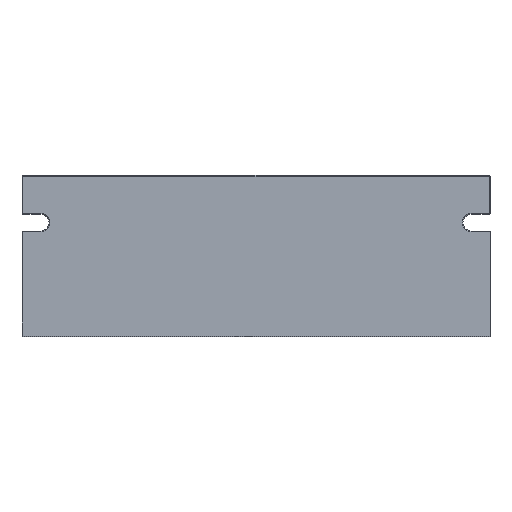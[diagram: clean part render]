
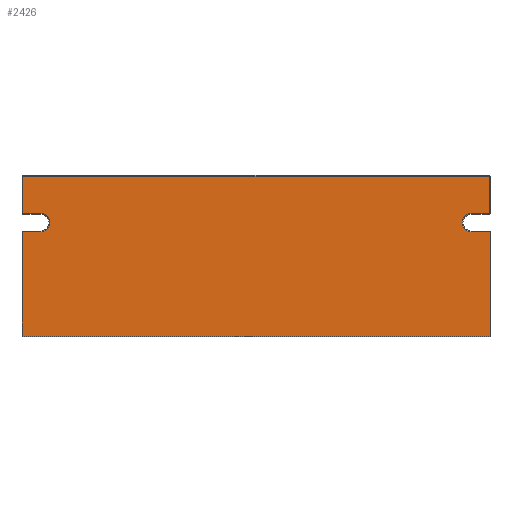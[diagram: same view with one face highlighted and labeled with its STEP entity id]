
A CAD part, top view. The second image highlights one B-rep face of the part: STEP entity #2426.
In plain terms, the highlighted planar face has unit normal (0, 0, 1).
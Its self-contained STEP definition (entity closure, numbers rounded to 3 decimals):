
#201=DIRECTION('',(1.,0.,0.));
#202=VECTOR('',#201,151.5);
#203=CARTESIAN_POINT('',(-75.75,0.,48.5));
#204=LINE('',#203,#202);
#409=DIRECTION('',(0.,-1.,0.));
#410=VECTOR('',#409,12.1);
#411=CARTESIAN_POINT('',(-75.55,51.8,48.5));
#412=LINE('',#411,#410);
#413=DIRECTION('',(1.,0.,0.));
#414=VECTOR('',#413,151.1);
#415=CARTESIAN_POINT('',(-75.55,51.8,48.5));
#416=LINE('',#415,#414);
#417=DIRECTION('',(0.,1.,0.));
#418=VECTOR('',#417,12.1);
#419=CARTESIAN_POINT('',(75.55,39.7,48.5));
#420=LINE('',#419,#418);
#421=DIRECTION('',(1.,0.,0.));
#422=VECTOR('',#421,5.8);
#423=CARTESIAN_POINT('',(69.75,39.7,48.5));
#424=LINE('',#423,#422);
#425=CARTESIAN_POINT('',(69.75,36.75,48.5));
#426=DIRECTION('',(0.,0.,-1.));
#427=DIRECTION('',(0.,-1.,0.));
#428=AXIS2_PLACEMENT_3D('',#425,#426,#427);
#430=DIRECTION('',(-1.,0.,0.));
#431=VECTOR('',#430,6.);
#432=CARTESIAN_POINT('',(75.75,33.8,48.5));
#433=LINE('',#432,#431);
#434=DIRECTION('',(0.,-1.,0.));
#435=VECTOR('',#434,33.8);
#436=CARTESIAN_POINT('',(75.75,33.8,48.5));
#437=LINE('',#436,#435);
#438=DIRECTION('',(0.,1.,0.));
#439=VECTOR('',#438,33.8);
#440=CARTESIAN_POINT('',(-75.75,0.,48.5));
#441=LINE('',#440,#439);
#442=DIRECTION('',(-1.,0.,0.));
#443=VECTOR('',#442,6.);
#444=CARTESIAN_POINT('',(-69.75,33.8,48.5));
#445=LINE('',#444,#443);
#446=CARTESIAN_POINT('',(-69.75,36.75,48.5));
#447=DIRECTION('',(0.,0.,-1.));
#448=DIRECTION('',(0.,1.,0.));
#449=AXIS2_PLACEMENT_3D('',#446,#447,#448);
#451=DIRECTION('',(1.,0.,0.));
#452=VECTOR('',#451,5.8);
#453=CARTESIAN_POINT('',(-75.55,39.7,48.5));
#454=LINE('',#453,#452);
#1543=CARTESIAN_POINT('',(-75.75,0.,48.5));
#1544=CARTESIAN_POINT('',(75.75,0.,48.5));
#1545=VERTEX_POINT('',#1543);
#1546=VERTEX_POINT('',#1544);
#1791=CARTESIAN_POINT('',(-75.55,51.8,48.5));
#1792=CARTESIAN_POINT('',(-75.55,39.7,48.5));
#1793=VERTEX_POINT('',#1791);
#1794=VERTEX_POINT('',#1792);
#1803=CARTESIAN_POINT('',(75.55,39.7,48.5));
#1804=CARTESIAN_POINT('',(75.55,51.8,48.5));
#1805=VERTEX_POINT('',#1803);
#1806=VERTEX_POINT('',#1804);
#1827=CARTESIAN_POINT('',(75.75,33.8,48.5));
#1828=VERTEX_POINT('',#1827);
#1831=CARTESIAN_POINT('',(69.75,33.8,48.5));
#1832=VERTEX_POINT('',#1831);
#1835=CARTESIAN_POINT('',(69.75,39.7,48.5));
#1836=VERTEX_POINT('',#1835);
#1867=CARTESIAN_POINT('',(-75.75,33.8,48.5));
#1869=VERTEX_POINT('',#1867);
#1885=CARTESIAN_POINT('',(-69.75,33.8,48.5));
#1886=VERTEX_POINT('',#1885);
#1887=CARTESIAN_POINT('',(-69.75,39.7,48.5));
#1888=VERTEX_POINT('',#1887);
#2398=CARTESIAN_POINT('',(-75.75,0.,48.5));
#2399=DIRECTION('',(0.,0.,1.));
#2400=DIRECTION('',(1.,0.,0.));
#2401=AXIS2_PLACEMENT_3D('',#2398,#2399,#2400);
#2402=PLANE('',#2401);
#2404=ORIENTED_EDGE('',*,*,#2403,.F.);
#2406=ORIENTED_EDGE('',*,*,#2405,.T.);
#2407=ORIENTED_EDGE('',*,*,#2384,.F.);
#2409=ORIENTED_EDGE('',*,*,#2408,.F.);
#2411=ORIENTED_EDGE('',*,*,#2410,.F.);
#2413=ORIENTED_EDGE('',*,*,#2412,.F.);
#2414=ORIENTED_EDGE('',*,*,#2374,.T.);
#2415=ORIENTED_EDGE('',*,*,#2230,.F.);
#2417=ORIENTED_EDGE('',*,*,#2416,.T.);
#2419=ORIENTED_EDGE('',*,*,#2418,.F.);
#2421=ORIENTED_EDGE('',*,*,#2420,.F.);
#2423=ORIENTED_EDGE('',*,*,#2422,.F.);
#2424=EDGE_LOOP('',(#2404,#2406,#2407,#2409,#2411,#2413,#2414,#2415,#2417,#2419,
#2421,#2423));
#2425=FACE_OUTER_BOUND('',#2424,.F.);
#2426=ADVANCED_FACE('',(#2425),#2402,.T.);
#429=CIRCLE('',#428,2.95);
#450=CIRCLE('',#449,2.95);
#2230=EDGE_CURVE('',#1545,#1546,#204,.T.);
#2374=EDGE_CURVE('',#1828,#1546,#437,.T.);
#2384=EDGE_CURVE('',#1805,#1806,#420,.T.);
#2403=EDGE_CURVE('',#1793,#1794,#412,.T.);
#2405=EDGE_CURVE('',#1793,#1806,#416,.T.);
#2408=EDGE_CURVE('',#1836,#1805,#424,.T.);
#2410=EDGE_CURVE('',#1832,#1836,#429,.T.);
#2412=EDGE_CURVE('',#1828,#1832,#433,.T.);
#2416=EDGE_CURVE('',#1545,#1869,#441,.T.);
#2418=EDGE_CURVE('',#1886,#1869,#445,.T.);
#2420=EDGE_CURVE('',#1888,#1886,#450,.T.);
#2422=EDGE_CURVE('',#1794,#1888,#454,.T.);
